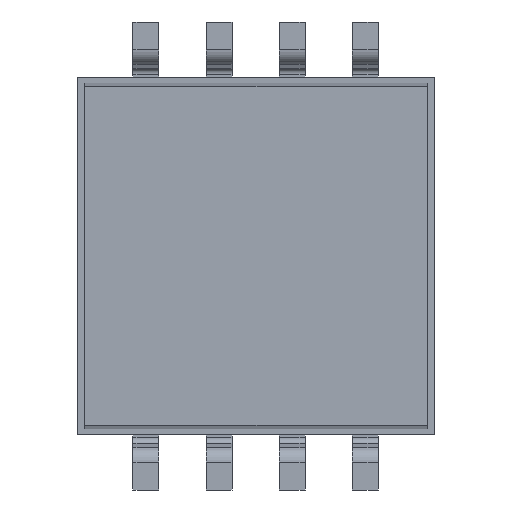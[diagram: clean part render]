
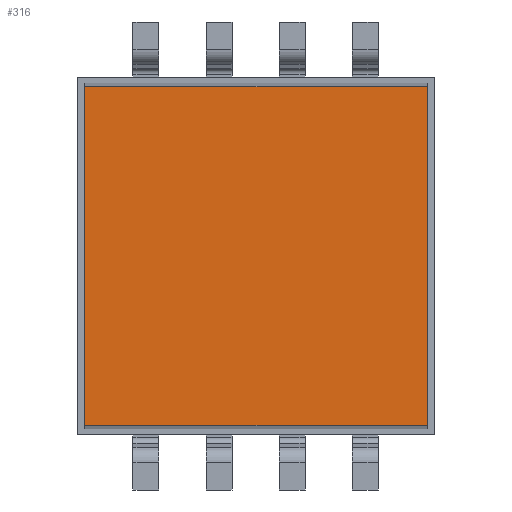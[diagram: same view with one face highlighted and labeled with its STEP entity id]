
A CAD part, front view. The second image highlights one B-rep face of the part: STEP entity #316.
In plain terms, the highlighted planar face has unit normal (0, -1, 0).
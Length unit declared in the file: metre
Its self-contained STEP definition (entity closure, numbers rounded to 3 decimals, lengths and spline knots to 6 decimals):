
#316 = ADVANCED_FACE( '', ( #1145 ), #1146, .F. );
#1145 = FACE_OUTER_BOUND( '', #2275, .T. );
#1146 = PLANE( '', #2276 );
#2275 = EDGE_LOOP( '', ( #5385, #5386, #5387, #5388 ) );
#2276 = AXIS2_PLACEMENT_3D( '', #5389, #5390, #5391 );
#5385 = ORIENTED_EDGE( '', *, *, #8754, .F. );
#5386 = ORIENTED_EDGE( '', *, *, #8755, .F. );
#5387 = ORIENTED_EDGE( '', *, *, #8636, .F. );
#5388 = ORIENTED_EDGE( '', *, *, #8753, .T. );
#5389 = CARTESIAN_POINT( '', ( 0., -0.0022, 0. ) );
#5390 = DIRECTION( '', ( 0., 1., 0. ) );
#5391 = DIRECTION( '', ( 1., 0., 0. ) );
#8636 = EDGE_CURVE( '', #10899, #10900, #10901, .T. );
#8753 = EDGE_CURVE( '', #10899, #11071, #11073, .T. );
#8754 = EDGE_CURVE( '', #11074, #11071, #11075, .T. );
#8755 = EDGE_CURVE( '', #10900, #11074, #11076, .T. );
#10899 = VERTEX_POINT( '', #14515 );
#10900 = VERTEX_POINT( '', #14516 );
#10901 = LINE( '', #14517, #14518 );
#11071 = VERTEX_POINT( '', #14797 );
#11073 = LINE( '', #14800, #14801 );
#11074 = VERTEX_POINT( '', #14802 );
#11075 = LINE( '', #14803, #14804 );
#11076 = LINE( '', #14805, #14806 );
#14515 = CARTESIAN_POINT( '', ( 0.000133, -0.0022, -0.002939 ) );
#14516 = CARTESIAN_POINT( '', ( 0.000133, -0.0022, 0.002939 ) );
#14517 = CARTESIAN_POINT( '', ( 0.000133, -0.0022, -0.002939 ) );
#14518 = VECTOR( '', #16642, 1. );
#14797 = CARTESIAN_POINT( '', ( 0.006077, -0.0022, -0.002939 ) );
#14800 = CARTESIAN_POINT( '', ( 0.000133, -0.0022, -0.002939 ) );
#14801 = VECTOR( '', #16780, 1. );
#14802 = CARTESIAN_POINT( '', ( 0.006077, -0.0022, 0.002939 ) );
#14803 = CARTESIAN_POINT( '', ( 0.006077, -0.0022, 0.002939 ) );
#14804 = VECTOR( '', #16781, 1. );
#14805 = CARTESIAN_POINT( '', ( 0.000133, -0.0022, 0.002939 ) );
#14806 = VECTOR( '', #16782, 1. );
#16642 = DIRECTION( '', ( 0., 0., 1. ) );
#16780 = DIRECTION( '', ( 1., 0., 0. ) );
#16781 = DIRECTION( '', ( 0., 0., -1. ) );
#16782 = DIRECTION( '', ( 1., 0., 0. ) );
